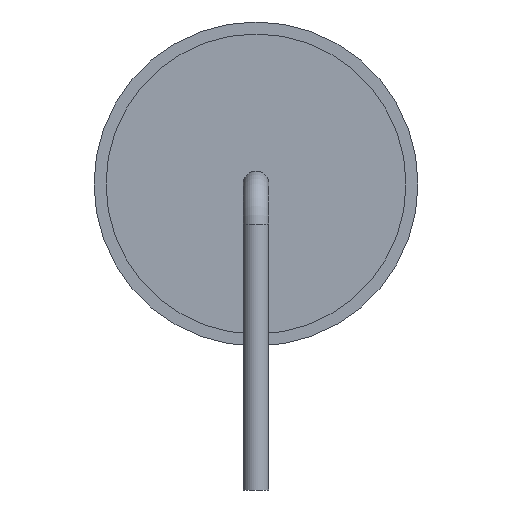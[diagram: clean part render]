
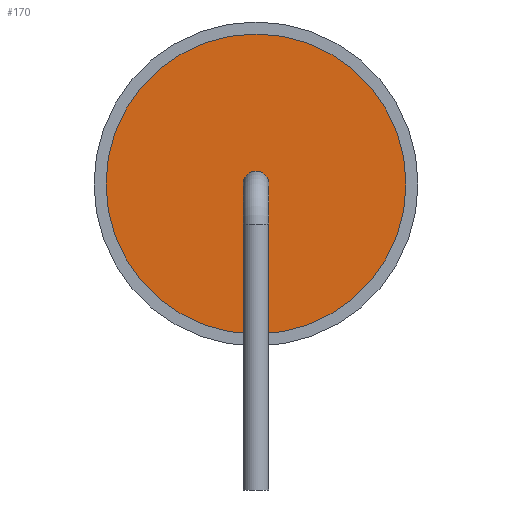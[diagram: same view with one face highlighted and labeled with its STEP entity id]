
A CAD part, left-side view. The second image highlights one B-rep face of the part: STEP entity #170.
In plain terms, the highlighted planar face has unit normal (-1, 0, 0).
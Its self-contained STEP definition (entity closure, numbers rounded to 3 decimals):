
#26=PLANE($,#202);
#48=FACE_OUTER_BOUND($,#70,.T.);
#70=EDGE_LOOP($,(#140));
#92=CIRCLE($,#200,3.75);
#106=VERTEX_POINT($,#301);
#120=EDGE_CURVE($,#106,#106,#92,.T.);
#140=ORIENTED_EDGE($,*,*,#120,.F.);
#170=ADVANCED_FACE($,(#48),#26,.T.);
#200=AXIS2_PLACEMENT_3D($,#302,#243,#244);
#202=AXIS2_PLACEMENT_3D($,#304,#247,#248);
#243=DIRECTION('center_axis',(1.,0.,0.));
#244=DIRECTION('ref_axis',(0.,-1.,0.));
#247=DIRECTION('center_axis',(-1.,0.,0.));
#248=DIRECTION('ref_axis',(0.,0.,1.));
#301=CARTESIAN_POINT('',(-21.15,3.75,4.05));
#302=CARTESIAN_POINT('Origin',(-21.15,0.,4.05));
#304=CARTESIAN_POINT('Origin',(-21.15,0.,4.05));
